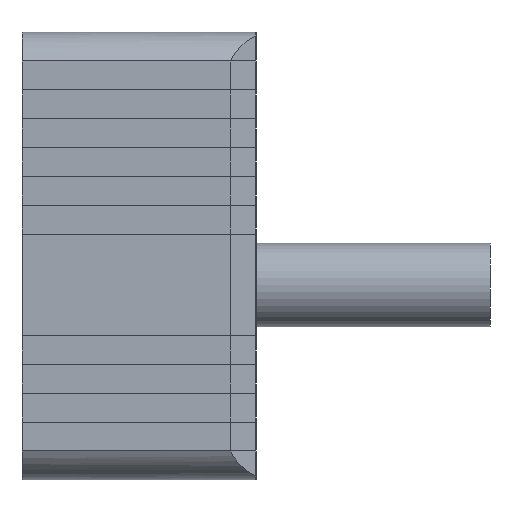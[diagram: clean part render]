
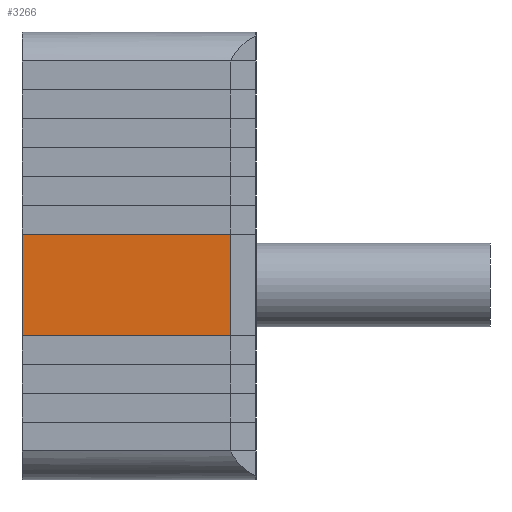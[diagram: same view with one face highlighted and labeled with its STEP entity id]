
A CAD part, left-side view. The second image highlights one B-rep face of the part: STEP entity #3266.
In plain terms, the highlighted face is planar.
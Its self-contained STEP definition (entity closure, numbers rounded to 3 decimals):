
#156 = CARTESIAN_POINT ( 'NONE',  ( -2.6, 0., -10. ) ) ;
#211 = LINE ( 'NONE', #935, #2672 ) ;
#229 = PLANE ( 'NONE',  #2640 ) ;
#337 = CARTESIAN_POINT ( 'NONE',  ( 2.6, 6.5, -10. ) ) ;
#423 = EDGE_CURVE ( 'NONE', #3453, #3637, #211, .T. ) ;
#505 = EDGE_LOOP ( 'NONE', ( #516, #3371, #913, #4581 ) ) ;
#516 = ORIENTED_EDGE ( 'NONE', *, *, #423, .T. ) ;
#573 = DIRECTION ( 'NONE',  ( 0., 0., -1. ) ) ;
#697 = LINE ( 'NONE', #3614, #3569 ) ;
#896 = DIRECTION ( 'NONE',  ( -1., 0., 0. ) ) ;
#913 = ORIENTED_EDGE ( 'NONE', *, *, #1863, .F. ) ;
#927 = FACE_OUTER_BOUND ( 'NONE', #505, .T. ) ;
#935 = CARTESIAN_POINT ( 'NONE',  ( 2.6, 0., -10. ) ) ;
#996 = EDGE_CURVE ( 'NONE', #3637, #4400, #697, .T. ) ;
#1568 = DIRECTION ( 'NONE',  ( 0., -1., 0. ) ) ;
#1795 = DIRECTION ( 'NONE',  ( -1., 0., 0. ) ) ;
#1863 = EDGE_CURVE ( 'NONE', #3813, #4400, #2682, .T. ) ;
#1913 = CARTESIAN_POINT ( 'NONE',  ( 2.6, 6.5, -10. ) ) ;
#2296 = DIRECTION ( 'NONE',  ( 0., -1., 0. ) ) ;
#2632 = LINE ( 'NONE', #1913, #3903 ) ;
#2640 = AXIS2_PLACEMENT_3D ( 'NONE', #3765, #573, #3493 ) ;
#2672 = VECTOR ( 'NONE', #2296, 1000. ) ;
#2682 = LINE ( 'NONE', #156, #3954 ) ;
#3136 = CARTESIAN_POINT ( 'NONE',  ( -2.6, -4.2, -10. ) ) ;
#3266 = ADVANCED_FACE ( 'NONE', ( #927 ), #229, .T. ) ;
#3371 = ORIENTED_EDGE ( 'NONE', *, *, #996, .T. ) ;
#3453 = VERTEX_POINT ( 'NONE', #337 ) ;
#3493 = DIRECTION ( 'NONE',  ( -1., 0., 0. ) ) ;
#3569 = VECTOR ( 'NONE', #1795, 1000. ) ;
#3614 = CARTESIAN_POINT ( 'NONE',  ( 2.6, -4.2, -10. ) ) ;
#3637 = VERTEX_POINT ( 'NONE', #4052 ) ;
#3765 = CARTESIAN_POINT ( 'NONE',  ( 2.6, 0., -10. ) ) ;
#3813 = VERTEX_POINT ( 'NONE', #4567 ) ;
#3903 = VECTOR ( 'NONE', #896, 1000. ) ;
#3954 = VECTOR ( 'NONE', #1568, 1000. ) ;
#4052 = CARTESIAN_POINT ( 'NONE',  ( 2.6, -4.2, -10. ) ) ;
#4329 = EDGE_CURVE ( 'NONE', #3453, #3813, #2632, .T. ) ;
#4400 = VERTEX_POINT ( 'NONE', #3136 ) ;
#4567 = CARTESIAN_POINT ( 'NONE',  ( -2.6, 6.5, -10. ) ) ;
#4581 = ORIENTED_EDGE ( 'NONE', *, *, #4329, .F. ) ;
